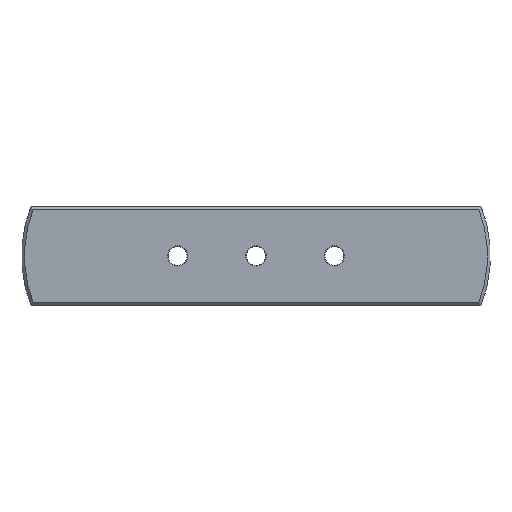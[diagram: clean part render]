
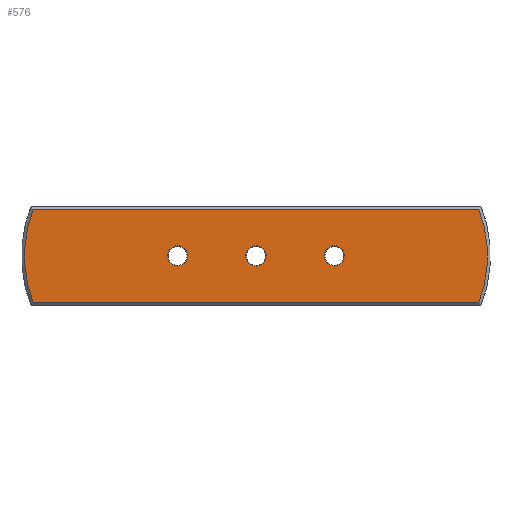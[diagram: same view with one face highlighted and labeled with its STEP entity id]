
A CAD part, top view. The second image highlights one B-rep face of the part: STEP entity #576.
In plain terms, the highlighted planar face has unit normal (0, 0, 1).
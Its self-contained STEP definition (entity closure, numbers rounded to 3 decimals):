
#476=EDGE_CURVE('NONE',#772,#812,#1183,.T.);
#478=VERTEX_POINT('NONE',#1185);
#524=VERTEX_POINT('NONE',#1236);
#554=EDGE_CURVE('NONE',#802,#658,#1267,.T.);
#576=ADVANCED_FACE('NONE',(#1290,#1291,#1292,#1293),#1294,.F.);
#578=EDGE_CURVE('NONE',#766,#772,#1296,.T.);
#658=VERTEX_POINT('NONE',#1388);
#666=VERTEX_POINT('NONE',#1396);
#712=EDGE_CURVE('NONE',#666,#524,#1447,.T.);
#750=EDGE_CURVE('NONE',#524,#666,#1487,.T.);
#766=VERTEX_POINT('NONE',#1504);
#770=EDGE_CURVE('NONE',#826,#766,#1508,.T.);
#772=VERTEX_POINT('NONE',#1510);
#784=EDGE_CURVE('NONE',#658,#802,#1523,.T.);
#802=VERTEX_POINT('NONE',#1543);
#812=VERTEX_POINT('NONE',#1554);
#826=VERTEX_POINT('NONE',#1569);
#920=VERTEX_POINT('NONE',#1674);
#934=EDGE_CURVE('NONE',#920,#478,#1689,.T.);
#998=EDGE_CURVE('NONE',#478,#920,#1759,.T.);
#1004=EDGE_CURVE('NONE',#812,#826,#1765,.T.);
#1183=LINE('',#2007,#2008);
#1185=CARTESIAN_POINT('',(0.,-7.0,0.0));
#1236=CARTESIAN_POINT('',(-54.0,-7.,0.0));
#1267=CIRCLE('',#2157,7.0);
#1290=FACE_OUTER_BOUND('',#2206,.T.);
#1291=FACE_BOUND('',#2207,.T.);
#1292=FACE_BOUND('',#2208,.T.);
#1293=FACE_BOUND('',#2209,.T.);
#1294=PLANE('',#2210);
#1296=CIRCLE('',#2213,89.5);
#1388=CARTESIAN_POINT('',(54.0,-7.0,0.0));
#1396=CARTESIAN_POINT('',(-54.0,7.,0.0));
#1447=CIRCLE('',#2451,7.0);
#1487=CIRCLE('',#2547,7.0);
#1504=CARTESIAN_POINT('',(153.584,-32.0,0.0));
#1508=LINE('',#2586,#2587);
#1510=CARTESIAN_POINT('',(153.584,32.0,0.0));
#1523=CIRCLE('',#2622,7.0);
#1543=CARTESIAN_POINT('',(54.0,7.0,0.0));
#1554=CARTESIAN_POINT('',(-153.584,32.0,0.0));
#1569=CARTESIAN_POINT('',(-153.584,-32.0,0.0));
#1674=CARTESIAN_POINT('',(0.0,7.0,0.0));
#1689=CIRCLE('',#2863,7.0);
#1759=CIRCLE('',#2969,7.0);
#1765=CIRCLE('',#2987,89.5);
#2007=CARTESIAN_POINT('',(161.5,32.0,0.0));
#2008=VECTOR('',#3245,1000.0);
#2157=AXIS2_PLACEMENT_3D('',#3319,#3320,#3321);
#2206=EDGE_LOOP('',(#3341,#3342,#3343,#3344));
#2207=EDGE_LOOP('',(#3345,#3346));
#2208=EDGE_LOOP('',(#3347,#3348));
#2209=EDGE_LOOP('',(#3349,#3350));
#2210=AXIS2_PLACEMENT_3D('',#3351,#3352,#3353);
#2213=AXIS2_PLACEMENT_3D('',#3354,#3355,#3356);
#2451=AXIS2_PLACEMENT_3D('',#3564,#3565,#3566);
#2547=AXIS2_PLACEMENT_3D('',#3599,#3600,#3601);
#2586=CARTESIAN_POINT('',(154.949,-32.0,0.0));
#2587=VECTOR('',#3613,1000.0);
#2622=AXIS2_PLACEMENT_3D('',#3626,#3627,#3628);
#2863=AXIS2_PLACEMENT_3D('',#3808,#3809,#3810);
#2969=AXIS2_PLACEMENT_3D('',#3869,#3870,#3871);
#2987=AXIS2_PLACEMENT_3D('',#3872,#3873,#3874);
#3245=DIRECTION('',(-1.0,0.0,0.0));
#3319=CARTESIAN_POINT('',(54.0,0.,0.0));
#3320=DIRECTION('',(0.0,0.0,-1.0));
#3321=DIRECTION('',(0.0,-1.0,0.0));
#3341=ORIENTED_EDGE('',*,*,#770,.T.);
#3342=ORIENTED_EDGE('',*,*,#578,.T.);
#3343=ORIENTED_EDGE('',*,*,#476,.T.);
#3344=ORIENTED_EDGE('',*,*,#1004,.T.);
#3345=ORIENTED_EDGE('',*,*,#554,.T.);
#3346=ORIENTED_EDGE('',*,*,#784,.T.);
#3347=ORIENTED_EDGE('',*,*,#712,.T.);
#3348=ORIENTED_EDGE('',*,*,#750,.T.);
#3349=ORIENTED_EDGE('',*,*,#934,.T.);
#3350=ORIENTED_EDGE('',*,*,#998,.T.);
#3351=CARTESIAN_POINT('',(161.5,34.0,0.0));
#3352=DIRECTION('',(0.0,0.0,-1.0));
#3353=DIRECTION('',(-1.0,0.0,0.0));
#3354=CARTESIAN_POINT('',(70.0,0.0,0.0));
#3355=DIRECTION('',(-0.0,0.0,1.0));
#3356=DIRECTION('',(0.0,-1.0,0.0));
#3564=CARTESIAN_POINT('',(-54.0,0.,0.0));
#3565=DIRECTION('',(0.0,0.0,-1.0));
#3566=DIRECTION('',(0.0,-1.0,0.0));
#3599=CARTESIAN_POINT('',(-54.0,0.,0.0));
#3600=DIRECTION('',(0.0,0.0,-1.0));
#3601=DIRECTION('',(0.0,-1.0,0.0));
#3613=DIRECTION('',(1.0,0.0,0.0));
#3626=CARTESIAN_POINT('',(54.0,0.,0.0));
#3627=DIRECTION('',(0.0,0.0,-1.0));
#3628=DIRECTION('',(0.0,-1.0,0.0));
#3808=CARTESIAN_POINT('',(0.0,0.0,0.0));
#3809=DIRECTION('',(0.0,0.0,-1.0));
#3810=DIRECTION('',(0.0,-1.0,0.0));
#3869=CARTESIAN_POINT('',(0.0,0.0,0.0));
#3870=DIRECTION('',(0.0,0.0,-1.0));
#3871=DIRECTION('',(0.0,-1.0,0.0));
#3872=CARTESIAN_POINT('',(-70.0,0.0,0.0));
#3873=DIRECTION('',(0.0,0.0,1.0));
#3874=DIRECTION('',(0.,-1.0,0.0));
